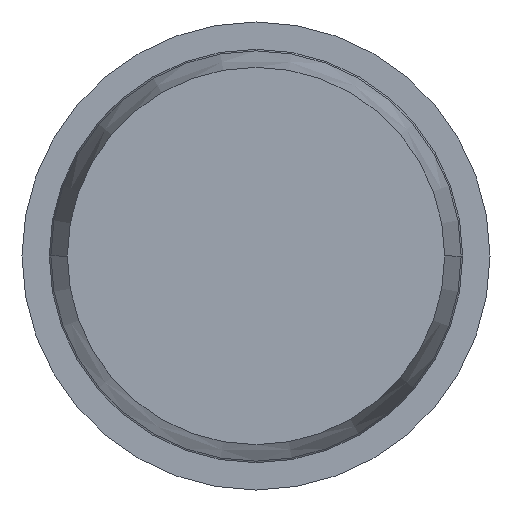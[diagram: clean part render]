
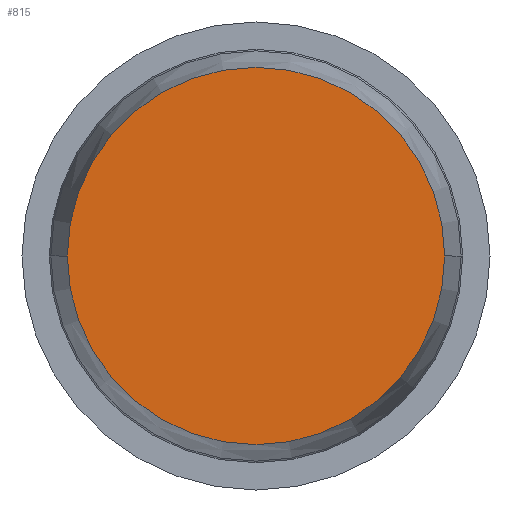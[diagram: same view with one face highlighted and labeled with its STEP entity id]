
A CAD part, front view. The second image highlights one B-rep face of the part: STEP entity #815.
In plain terms, the highlighted planar face has unit normal (0, -1, 0).
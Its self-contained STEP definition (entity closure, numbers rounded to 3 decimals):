
#58 = DIRECTION ( 'NONE',  ( 1., 0., 0. ) ) ;
#553 = ORIENTED_EDGE ( 'NONE', *, *, #1464, .T. ) ;
#612 = DIRECTION ( 'NONE',  ( 0., -1., 0. ) ) ;
#638 = AXIS2_PLACEMENT_3D ( 'NONE', #2719, #2733, #58 ) ;
#647 = AXIS2_PLACEMENT_3D ( 'NONE', #2058, #1532, #1293 ) ;
#815 = ADVANCED_FACE ( 'Defeature ausgef�hrt1_0', ( #1126 ), #901, .T. ) ;
#901 = PLANE ( 'NONE',  #638 ) ;
#940 = VERTEX_POINT ( 'NONE', #2301 ) ;
#1121 = CARTESIAN_POINT ( 'NONE',  ( -1.209, -19., 0. ) ) ;
#1126 = FACE_OUTER_BOUND ( 'NONE', #1563, .T. ) ;
#1237 = VERTEX_POINT ( 'NONE', #1121 ) ;
#1293 = DIRECTION ( 'NONE',  ( 1., 0., 0. ) ) ;
#1464 = EDGE_CURVE ( 'Defeature ausgef�hrt1_0+Defeature ausgef�hrt1_10+Defeature ausgef�hrt1_10+Defeature ausgef�hrt1_10', #940, #1237, #2444, .T. ) ;
#1532 = DIRECTION ( 'NONE',  ( 0., -1., 0. ) ) ;
#1563 = EDGE_LOOP ( 'NONE', ( #1648, #553 ) ) ;
#1621 = AXIS2_PLACEMENT_3D ( 'NONE', #2424, #612, #2464 ) ;
#1648 = ORIENTED_EDGE ( 'NONE', *, *, #2490, .T. ) ;
#2058 = CARTESIAN_POINT ( 'NONE',  ( 0., -19., 0. ) ) ;
#2301 = CARTESIAN_POINT ( 'NONE',  ( 1.209, -19., 0. ) ) ;
#2424 = CARTESIAN_POINT ( 'NONE',  ( 0., -19., 0. ) ) ;
#2444 = CIRCLE ( 'NONE', #1621, 1.209 ) ;
#2464 = DIRECTION ( 'NONE',  ( 1., 0., 0. ) ) ;
#2490 = EDGE_CURVE ( 'Defeature ausgef�hrt1_0+Defeature ausgef�hrt1_10+Defeature ausgef�hrt1_10+Defeature ausgef�hrt1_10', #1237, #940, #2502, .T. ) ;
#2502 = CIRCLE ( 'NONE', #647, 1.209 ) ;
#2719 = CARTESIAN_POINT ( 'NONE',  ( 0., -19., 0. ) ) ;
#2733 = DIRECTION ( 'NONE',  ( 0., -1., 0. ) ) ;
